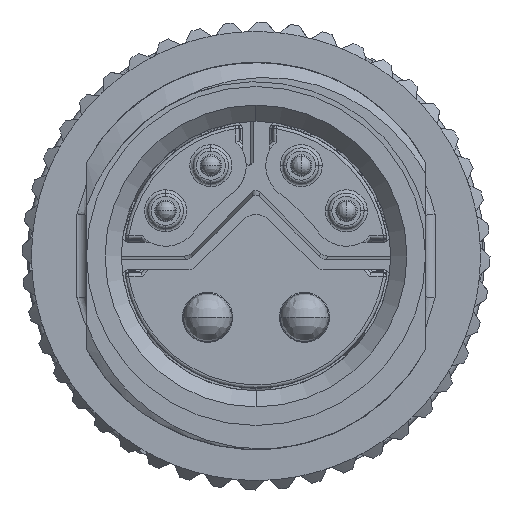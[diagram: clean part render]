
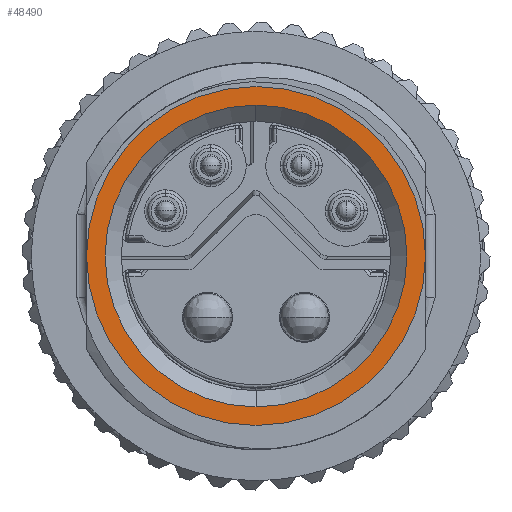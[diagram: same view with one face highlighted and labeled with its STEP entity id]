
A CAD part, left-side view. The second image highlights one B-rep face of the part: STEP entity #48490.
In plain terms, the highlighted planar face has unit normal (-1, 0, 0).
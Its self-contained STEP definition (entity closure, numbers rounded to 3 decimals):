
#5427 = VERTEX_POINT ( 'NONE', #62109 ) ;
#7176 = EDGE_LOOP ( 'NONE', ( #51839, #40698 ) ) ;
#7325 = PLANE ( 'NONE',  #13180 ) ;
#8111 = AXIS2_PLACEMENT_3D ( 'NONE', #41919, #11296, #46984 ) ;
#8264 = CARTESIAN_POINT ( 'NONE',  ( 70.75, 0., -4.675 ) ) ;
#11179 = VERTEX_POINT ( 'NONE', #8264 ) ;
#11296 = DIRECTION ( 'NONE',  ( 1., 0., 0. ) ) ;
#13180 = AXIS2_PLACEMENT_3D ( 'NONE', #27135, #22657, #58217 ) ;
#14977 = VERTEX_POINT ( 'NONE', #52844 ) ;
#18085 = CIRCLE ( 'NONE', #8111, 4.675 ) ;
#20268 = CIRCLE ( 'NONE', #50564, 5.25 ) ;
#21710 = AXIS2_PLACEMENT_3D ( 'NONE', #60882, #60808, #60761 ) ;
#22232 = EDGE_CURVE ( 'NONE', #14977, #11179, #41399, .T. ) ;
#22657 = DIRECTION ( 'NONE',  ( -1., 0., 0. ) ) ;
#24886 = CIRCLE ( 'NONE', #30531, 5.25 ) ;
#25781 = ORIENTED_EDGE ( 'NONE', *, *, #22232, .T. ) ;
#26208 = DIRECTION ( 'NONE',  ( -1., 0., 0. ) ) ;
#27135 = CARTESIAN_POINT ( 'NONE',  ( 70.75, -5.25, 0. ) ) ;
#28756 = EDGE_CURVE ( 'NONE', #5427, #33257, #20268, .T. ) ;
#30003 = EDGE_CURVE ( 'NONE', #33257, #5427, #24886, .T. ) ;
#30531 = AXIS2_PLACEMENT_3D ( 'NONE', #43120, #26208, #52013 ) ;
#33257 = VERTEX_POINT ( 'NONE', #65137 ) ;
#39701 = DIRECTION ( 'NONE',  ( 0., 0., -1. ) ) ;
#39839 = DIRECTION ( 'NONE',  ( -1., 0., 0. ) ) ;
#39851 = CARTESIAN_POINT ( 'NONE',  ( 70.75, 0., 0. ) ) ;
#40698 = ORIENTED_EDGE ( 'NONE', *, *, #28756, .T. ) ;
#41399 = CIRCLE ( 'NONE', #21710, 4.675 ) ;
#41550 = FACE_BOUND ( 'NONE', #65459, .T. ) ;
#41919 = CARTESIAN_POINT ( 'NONE',  ( 70.75, 0., 0. ) ) ;
#43120 = CARTESIAN_POINT ( 'NONE',  ( 70.75, 0., 0. ) ) ;
#46984 = DIRECTION ( 'NONE',  ( 0., 0., -1. ) ) ;
#48490 = ADVANCED_FACE ( 'NONE', ( #56466, #41550 ), #7325, .T. ) ;
#50564 = AXIS2_PLACEMENT_3D ( 'NONE', #39851, #39839, #39701 ) ;
#51839 = ORIENTED_EDGE ( 'NONE', *, *, #30003, .T. ) ;
#52013 = DIRECTION ( 'NONE',  ( 0., 0., -1. ) ) ;
#52141 = EDGE_CURVE ( 'NONE', #11179, #14977, #18085, .T. ) ;
#52844 = CARTESIAN_POINT ( 'NONE',  ( 70.75, 0., 4.675 ) ) ;
#54800 = ORIENTED_EDGE ( 'NONE', *, *, #52141, .T. ) ;
#56466 = FACE_OUTER_BOUND ( 'NONE', #7176, .T. ) ;
#58217 = DIRECTION ( 'NONE',  ( 0., 0., -1. ) ) ;
#60761 = DIRECTION ( 'NONE',  ( 0., 0., -1. ) ) ;
#60808 = DIRECTION ( 'NONE',  ( 1., 0., 0. ) ) ;
#60882 = CARTESIAN_POINT ( 'NONE',  ( 70.75, 0., 0. ) ) ;
#62109 = CARTESIAN_POINT ( 'NONE',  ( 70.75, 0., 5.25 ) ) ;
#65137 = CARTESIAN_POINT ( 'NONE',  ( 70.75, 0., -5.25 ) ) ;
#65459 = EDGE_LOOP ( 'NONE', ( #54800, #25781 ) ) ;
